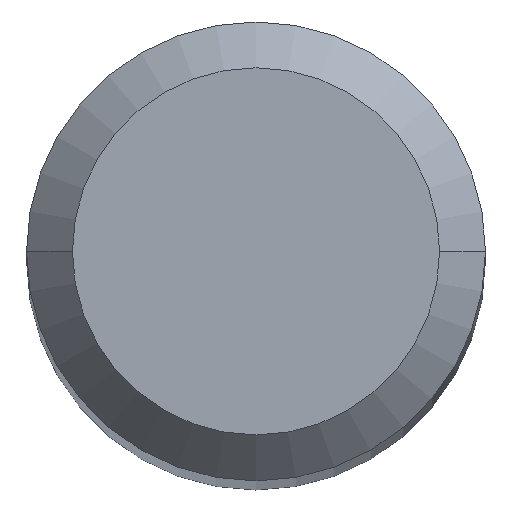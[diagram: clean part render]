
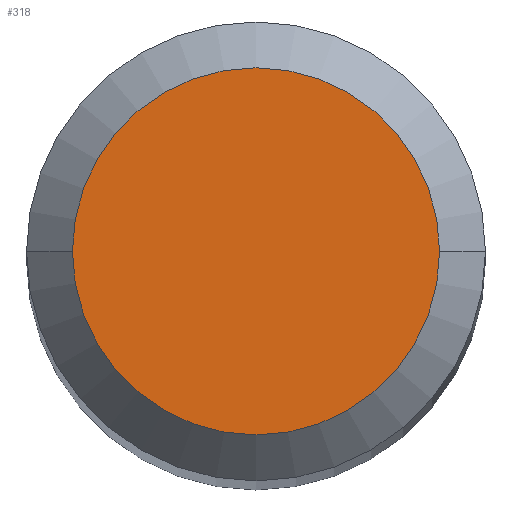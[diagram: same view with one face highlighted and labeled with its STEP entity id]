
A CAD part, top view. The second image highlights one B-rep face of the part: STEP entity #318.
In plain terms, the highlighted planar face has unit normal (0, 0, 1).
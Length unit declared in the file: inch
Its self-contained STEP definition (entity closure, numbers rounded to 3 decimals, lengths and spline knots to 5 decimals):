
#1 = AXIS2_PLACEMENT_3D ( 'NONE', #54, #275, #362 ) ;
#48 = AXIS2_PLACEMENT_3D ( 'NONE', #371, #70, #336 ) ;
#54 = CARTESIAN_POINT ( 'NONE',  ( 0., 0., 0. ) ) ;
#63 = VERTEX_POINT ( 'NONE', #461 ) ;
#70 = DIRECTION ( 'NONE',  ( 0., 0., -1. ) ) ;
#77 = ORIENTED_EDGE ( 'NONE', *, *, #391, .T. ) ;
#131 = CIRCLE ( 'NONE', #424, 0.04724 ) ;
#134 = EDGE_LOOP ( 'NONE', ( #77, #372 ) ) ;
#154 = EDGE_CURVE ( 'NONE', #63, #334, #131, .T. ) ;
#170 = CARTESIAN_POINT ( 'NONE',  ( 0., 0., 0. ) ) ;
#186 = FACE_OUTER_BOUND ( 'NONE', #134, .T. ) ;
#219 = CIRCLE ( 'NONE', #1, 0.04724 ) ;
#244 = DIRECTION ( 'NONE',  ( 0., 0., 1. ) ) ;
#275 = DIRECTION ( 'NONE',  ( 0., 0., 1. ) ) ;
#316 = DIRECTION ( 'NONE',  ( 1., 0., 0. ) ) ;
#318 = ADVANCED_FACE ( 'NONE', ( #186 ), #422, .F. ) ;
#334 = VERTEX_POINT ( 'NONE', #416 ) ;
#336 = DIRECTION ( 'NONE',  ( -1., 0., 0. ) ) ;
#362 = DIRECTION ( 'NONE',  ( 1., 0., 0. ) ) ;
#371 = CARTESIAN_POINT ( 'NONE',  ( 0., 0., 0. ) ) ;
#372 = ORIENTED_EDGE ( 'NONE', *, *, #154, .T. ) ;
#391 = EDGE_CURVE ( 'NONE', #334, #63, #219, .T. ) ;
#416 = CARTESIAN_POINT ( 'NONE',  ( -0.04724, 0., 0. ) ) ;
#422 = PLANE ( 'NONE',  #48 ) ;
#424 = AXIS2_PLACEMENT_3D ( 'NONE', #170, #244, #316 ) ;
#461 = CARTESIAN_POINT ( 'NONE',  ( 0.04724, 0., 0. ) ) ;
